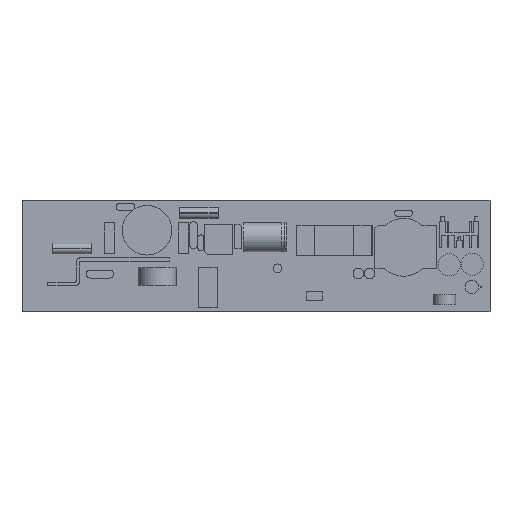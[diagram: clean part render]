
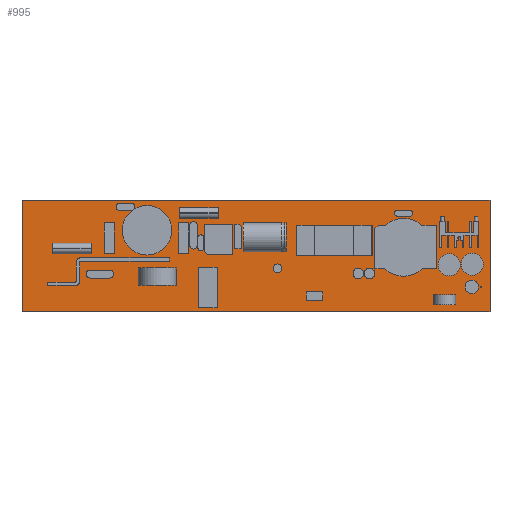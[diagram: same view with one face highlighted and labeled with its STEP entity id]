
A CAD part, top view. The second image highlights one B-rep face of the part: STEP entity #995.
In plain terms, the highlighted planar face has unit normal (0, 0, 1).
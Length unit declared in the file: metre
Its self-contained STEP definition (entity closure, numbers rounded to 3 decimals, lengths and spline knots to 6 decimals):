
#995 = ADVANCED_FACE( '', ( #1269 ), #1270, .T. );
#1269 = FACE_OUTER_BOUND( '', #1839, .T. );
#1270 = PLANE( '', #1840 );
#1839 = EDGE_LOOP( '', ( #2419, #2420, #2421, #2422 ) );
#1840 = AXIS2_PLACEMENT_3D( '', #2423, #2424, #2425 );
#2419 = ORIENTED_EDGE( '', *, *, #4380, .T. );
#2420 = ORIENTED_EDGE( '', *, *, #4381, .T. );
#2421 = ORIENTED_EDGE( '', *, *, #4382, .T. );
#2422 = ORIENTED_EDGE( '', *, *, #4376, .T. );
#2423 = CARTESIAN_POINT( '', ( 0.001928, 0., 0.000533 ) );
#2424 = DIRECTION( '', ( 0., 0., 1. ) );
#2425 = DIRECTION( '', ( 1., 0., 0. ) );
#4376 = EDGE_CURVE( '', #4963, #4961, #4964, .T. );
#4380 = EDGE_CURVE( '', #4961, #4968, #4970, .T. );
#4381 = EDGE_CURVE( '', #4968, #4971, #4972, .T. );
#4382 = EDGE_CURVE( '', #4971, #4963, #4973, .T. );
#4961 = VERTEX_POINT( '', #5953 );
#4963 = VERTEX_POINT( '', #5956 );
#4964 = LINE( '', #5957, #5958 );
#4968 = VERTEX_POINT( '', #5964 );
#4970 = LINE( '', #5967, #5968 );
#4971 = VERTEX_POINT( '', #5969 );
#4972 = LINE( '', #5970, #5971 );
#4973 = LINE( '', #5972, #5973 );
#5953 = CARTESIAN_POINT( '', ( -0.138072, -0.0335, 0.000533 ) );
#5956 = CARTESIAN_POINT( '', ( -0.138072, 0.0335, 0.000533 ) );
#5957 = CARTESIAN_POINT( '', ( -0.138072, 0.0335, 0.000533 ) );
#5958 = VECTOR( '', #7565, 1. );
#5964 = CARTESIAN_POINT( '', ( 0.141928, -0.0335, 0.000533 ) );
#5967 = CARTESIAN_POINT( '', ( -0.138072, -0.0335, 0.000533 ) );
#5968 = VECTOR( '', #7569, 1. );
#5969 = CARTESIAN_POINT( '', ( 0.141928, 0.0335, 0.000533 ) );
#5970 = CARTESIAN_POINT( '', ( 0.141928, -0.0335, 0.000533 ) );
#5971 = VECTOR( '', #7570, 1. );
#5972 = CARTESIAN_POINT( '', ( 0.141928, 0.0335, 0.000533 ) );
#5973 = VECTOR( '', #7571, 1. );
#7565 = DIRECTION( '', ( 0., -1., 0. ) );
#7569 = DIRECTION( '', ( 1., 0., 0. ) );
#7570 = DIRECTION( '', ( 0., 1., 0. ) );
#7571 = DIRECTION( '', ( -1., 0., 0. ) );
